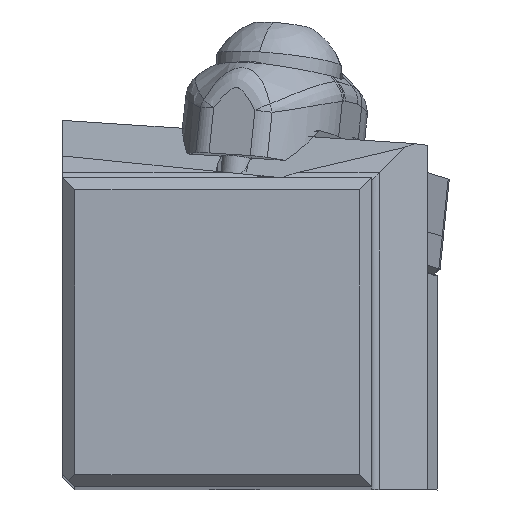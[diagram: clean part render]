
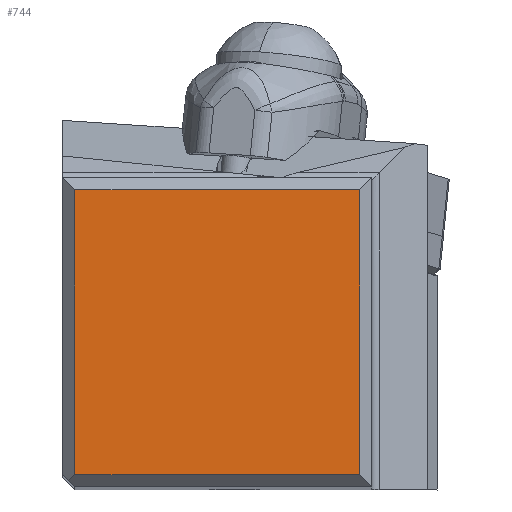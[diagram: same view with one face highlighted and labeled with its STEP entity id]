
A CAD part, top view. The second image highlights one B-rep face of the part: STEP entity #744.
In plain terms, the highlighted planar face has unit normal (0, 0, 1).
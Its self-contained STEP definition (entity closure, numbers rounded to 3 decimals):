
#490=FACE_OUTER_BOUND('',#1110,.T.);
#744=ADVANCED_FACE('',(#490),#997,.T.);
#997=PLANE('',#5083);
#1110=EDGE_LOOP('',(#1527,#1528,#1529,#1530));
#1527=ORIENTED_EDGE('',*,*,#3479,.F.);
#1528=ORIENTED_EDGE('',*,*,#3483,.T.);
#1529=ORIENTED_EDGE('',*,*,#3484,.T.);
#1530=ORIENTED_EDGE('',*,*,#3482,.F.);
#2951=VERTEX_POINT('',#7055);
#2952=VERTEX_POINT('',#7057);
#2953=VERTEX_POINT('',#7061);
#2954=VERTEX_POINT('',#7065);
#3479=EDGE_CURVE('',#2951,#2952,#4526,.T.);
#3482=EDGE_CURVE('',#2952,#2953,#4529,.T.);
#3483=EDGE_CURVE('',#2951,#2954,#4530,.T.);
#3484=EDGE_CURVE('',#2954,#2953,#4531,.T.);
#4526=LINE('',#7056,#4778);
#4529=LINE('',#7062,#4781);
#4530=LINE('',#7064,#4782);
#4531=LINE('',#7066,#4783);
#4778=VECTOR('',#5747,1.);
#4781=VECTOR('',#5752,1.);
#4782=VECTOR('',#5755,1.);
#4783=VECTOR('',#5756,1.);
#5083=AXIS2_PLACEMENT_3D('',#7067,#5757,#5758);
#5747=DIRECTION('',(1.,0.,0.));
#5752=DIRECTION('',(0.,-1.,0.));
#5755=DIRECTION('',(0.,-1.,0.));
#5756=DIRECTION('',(1.,0.,0.));
#5757=DIRECTION('',(0.,0.,1.));
#5758=DIRECTION('',(1.,0.,0.));
#7055=CARTESIAN_POINT('',(1.,24.4,0.));
#7056=CARTESIAN_POINT('',(1.,24.4,0.));
#7057=CARTESIAN_POINT('',(24.4,24.4,0.));
#7061=CARTESIAN_POINT('',(24.4,1.,0.));
#7062=CARTESIAN_POINT('',(24.4,24.4,0.));
#7064=CARTESIAN_POINT('',(1.,24.4,0.));
#7065=CARTESIAN_POINT('',(1.,1.,0.));
#7066=CARTESIAN_POINT('',(1.,1.,0.));
#7067=CARTESIAN_POINT('',(12.7,12.7,0.));
